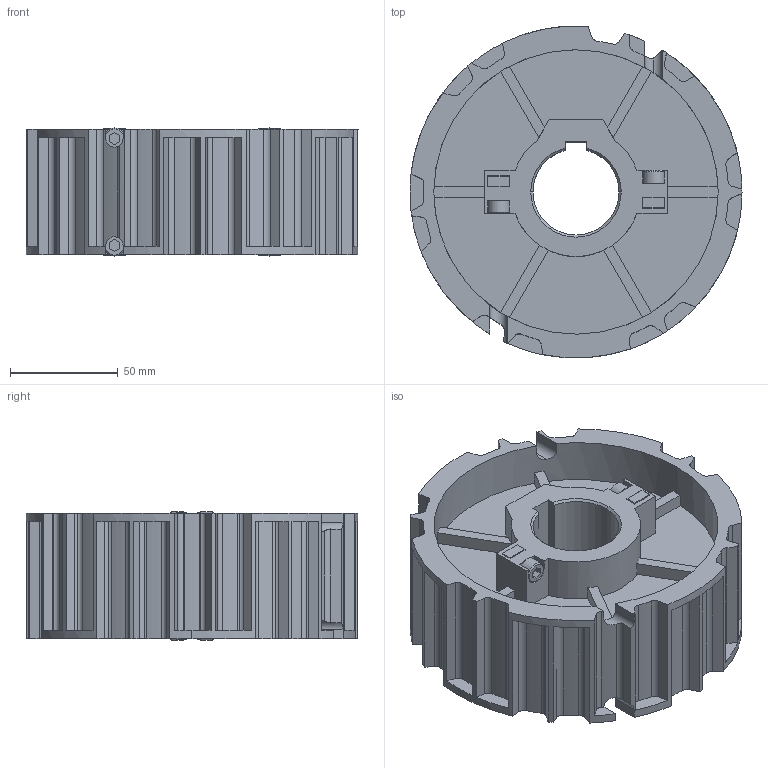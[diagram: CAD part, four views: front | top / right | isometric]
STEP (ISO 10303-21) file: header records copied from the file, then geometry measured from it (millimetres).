
FILE_DESCRIPTION (( 'STEP AP214' ), '1' );
FILE_NAME ('Rexnord-NS 815 SPLIT SPROCKETS, INJECTION MOULDED-NS815 25-40.STEP', '2019-01-29T13:35:00', ( '' ), ( '' ), 'SwSTEP 2.0', 'SolidWorks 2019', '' );
FILE_SCHEMA (( 'AUTOMOTIVE_DESIGN' ));
Length unit declared in the file: millimetre
Products named in the file (4): sq nut M6; m6X20; Rexnord-NS 815 SPLIT SPROCKETS, INJECTION MOULDED-NS815 25-40; NS 815 SPLIT SPROCKETS, INJECTION MOULDED_25
Assembly tree (9 placements, depth 2):
  Rexnord-NS 815 SPLIT SPROCKETS, INJECTION MOULDED-NS815 25-40
    NS 815 SPLIT SPROCKETS, INJECTION MOULDED_25
    m6X20  x4
    sq nut M6  x4
Bounding box: 154.2 x 154.15 x 59.58 mm (x, y, z)
Volume: 474845.3 mm3; surface area: 117139.3 mm2
Topology: 9 solids, 9 shells, 438 faces, 1188 edges, 780 vertices
Faces by surface type: plane 254, cylinder 146, cone 38
Entity records: 11895 total; most frequent: CARTESIAN_POINT 2306, DIRECTION 2023, ORIENTED_EDGE 1992, EDGE_CURVE 996, AXIS2_PLACEMENT_3D 695, VERTEX_POINT 660, VECTOR 633, LINE 633
